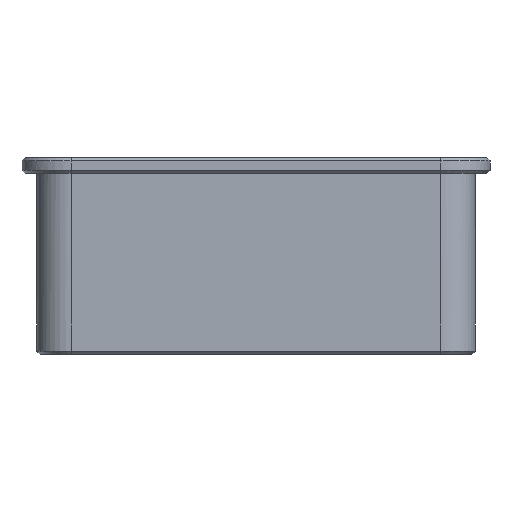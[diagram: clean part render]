
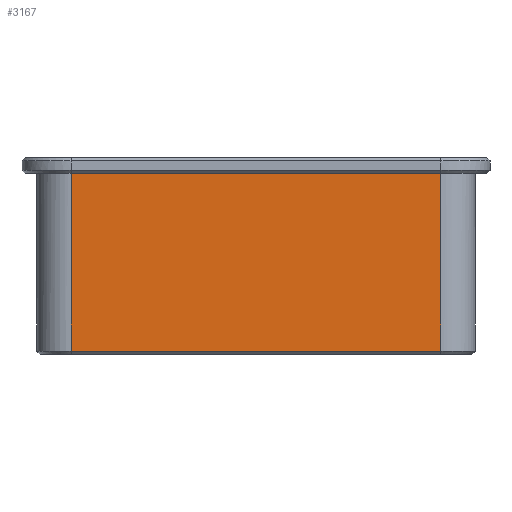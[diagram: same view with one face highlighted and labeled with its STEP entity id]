
A CAD part, front view. The second image highlights one B-rep face of the part: STEP entity #3167.
In plain terms, the highlighted free-form (B-spline) face has degree [1, 1] with [2, 2] control points.
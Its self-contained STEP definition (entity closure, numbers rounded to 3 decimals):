
#2857 = VERTEX_POINT('',#2858);
#2858 = CARTESIAN_POINT('',(-46.275,-54.831,
    -17.9));
#2888 = VERTEX_POINT('',#2889);
#2889 = CARTESIAN_POINT('',(46.275,-54.831,
    -17.9));
#2894 = EDGE_CURVE('',#2888,#2857,#2895,.T.);
#2895 = B_SPLINE_CURVE_WITH_KNOTS('',1,(#2896,#2897),.UNSPECIFIED.,.F.,
  .F.,(2,2),(-23.525,70.575),.PIECEWISE_BEZIER_KNOTS.);
#2896 = CARTESIAN_POINT('',(46.275,-54.831,
    -17.9));
#2897 = CARTESIAN_POINT('',(-46.275,-54.831,
    -17.9));
#3147 = EDGE_CURVE('',#3148,#2857,#3150,.T.);
#3148 = VERTEX_POINT('',#3149);
#3149 = CARTESIAN_POINT('',(-46.275,-54.831,
    26.555));
#3150 = B_SPLINE_CURVE_WITH_KNOTS('',1,(#3151,#3152),.UNSPECIFIED.,.F.,
  .F.,(2,2),(0.,45.2),.PIECEWISE_BEZIER_KNOTS.);
#3151 = CARTESIAN_POINT('',(-46.275,-54.831,
    26.555));
#3152 = CARTESIAN_POINT('',(-46.275,-54.831,
    -17.9));
#3167 = ADVANCED_FACE('',(#3168),#3184,.T.);
#3168 = FACE_BOUND('',#3169,.T.);
#3169 = EDGE_LOOP('',(#3170,#3171,#3178,#3183));
#3170 = ORIENTED_EDGE('',*,*,#2894,.F.);
#3171 = ORIENTED_EDGE('',*,*,#3172,.F.);
#3172 = EDGE_CURVE('',#3173,#2888,#3175,.T.);
#3173 = VERTEX_POINT('',#3174);
#3174 = CARTESIAN_POINT('',(46.275,-54.831,
    26.555));
#3175 = B_SPLINE_CURVE_WITH_KNOTS('',1,(#3176,#3177),.UNSPECIFIED.,.F.,
  .F.,(2,2),(0.,45.2),.PIECEWISE_BEZIER_KNOTS.);
#3176 = CARTESIAN_POINT('',(46.275,-54.831,
    26.555));
#3177 = CARTESIAN_POINT('',(46.275,-54.831,
    -17.9));
#3178 = ORIENTED_EDGE('',*,*,#3179,.F.);
#3179 = EDGE_CURVE('',#3148,#3173,#3180,.T.);
#3180 = B_SPLINE_CURVE_WITH_KNOTS('',1,(#3181,#3182),.UNSPECIFIED.,.F.,
  .F.,(2,2),(0.,94.1),.PIECEWISE_BEZIER_KNOTS.);
#3181 = CARTESIAN_POINT('',(-46.275,-54.831,
    26.555));
#3182 = CARTESIAN_POINT('',(46.275,-54.831,
    26.555));
#3183 = ORIENTED_EDGE('',*,*,#3147,.T.);
#3184 = B_SPLINE_SURFACE_WITH_KNOTS('',1,1,(
    (#3185,#3186)
    ,(#3187,#3188
    )),.UNSPECIFIED.,.F.,.F.,.F.,(2,2),(2,2),(0.,94.1),(0.,45.2),
  .PIECEWISE_BEZIER_KNOTS.);
#3185 = CARTESIAN_POINT('',(46.275,-54.831,
    26.555));
#3186 = CARTESIAN_POINT('',(46.275,-54.831,
    -17.9));
#3187 = CARTESIAN_POINT('',(-46.275,-54.831,
    26.555));
#3188 = CARTESIAN_POINT('',(-46.275,-54.831,
    -17.9));
